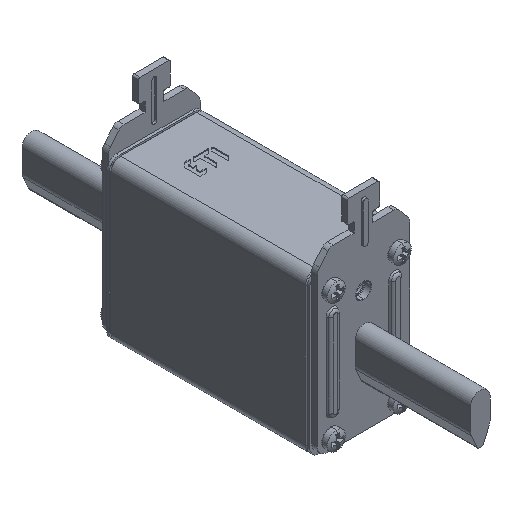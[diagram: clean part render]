
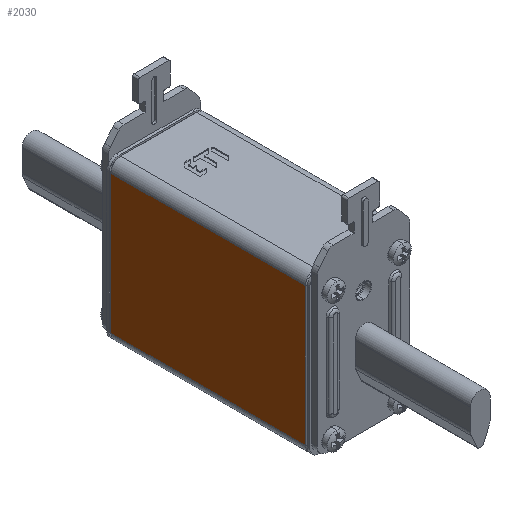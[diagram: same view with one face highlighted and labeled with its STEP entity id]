
A CAD part, isometric view. The second image highlights one B-rep face of the part: STEP entity #2030.
In plain terms, the highlighted face is planar.
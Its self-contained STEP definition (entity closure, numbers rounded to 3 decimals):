
#132=DIRECTION('',(0.,-1.,0.));
#133=VECTOR('',#132,42.);
#134=CARTESIAN_POINT('',(29.5,21.,-14.5));
#135=LINE('',#134,#133);
#140=DIRECTION('',(0.,1.,0.));
#141=VECTOR('',#140,42.);
#142=CARTESIAN_POINT('',(-29.5,-21.,-14.5));
#143=LINE('',#142,#141);
#169=DIRECTION('',(-1.,0.,0.));
#170=VECTOR('',#169,59.);
#171=CARTESIAN_POINT('',(29.5,-21.,-14.5));
#172=LINE('',#171,#170);
#235=DIRECTION('',(1.,0.,0.));
#236=VECTOR('',#235,59.);
#237=CARTESIAN_POINT('',(-29.5,21.,-14.5));
#238=LINE('',#237,#236);
#1747=CARTESIAN_POINT('',(29.5,21.,-14.5));
#1748=VERTEX_POINT('',#1747);
#1751=CARTESIAN_POINT('',(29.5,-21.,-14.5));
#1752=VERTEX_POINT('',#1751);
#1779=CARTESIAN_POINT('',(-29.5,-21.,-14.5));
#1780=VERTEX_POINT('',#1779);
#1783=CARTESIAN_POINT('',(-29.5,21.,-14.5));
#1784=VERTEX_POINT('',#1783);
#2015=CARTESIAN_POINT('',(0.,0.,-14.5));
#2016=DIRECTION('',(0.,0.,1.));
#2017=DIRECTION('',(1.,0.,0.));
#2018=AXIS2_PLACEMENT_3D('',#2015,#2016,#2017);
#2019=PLANE('',#2018);
#2021=ORIENTED_EDGE('',*,*,#2020,.F.);
#2023=ORIENTED_EDGE('',*,*,#2022,.F.);
#2025=ORIENTED_EDGE('',*,*,#2024,.F.);
#2027=ORIENTED_EDGE('',*,*,#2026,.F.);
#2028=EDGE_LOOP('',(#2021,#2023,#2025,#2027));
#2029=FACE_OUTER_BOUND('',#2028,.F.);
#2020=EDGE_CURVE('',#1748,#1752,#135,.T.);
#2022=EDGE_CURVE('',#1784,#1748,#238,.T.);
#2024=EDGE_CURVE('',#1780,#1784,#143,.T.);
#2026=EDGE_CURVE('',#1752,#1780,#172,.T.);
#2030=ADVANCED_FACE('',(#2029),#2019,.F.);
